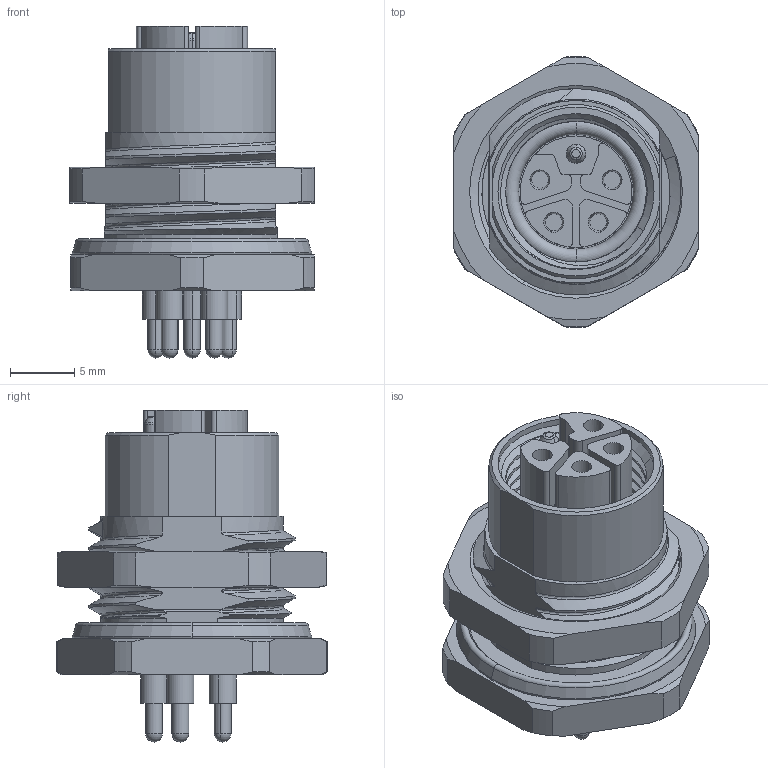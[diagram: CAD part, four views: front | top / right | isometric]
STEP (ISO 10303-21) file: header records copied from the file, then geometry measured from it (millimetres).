
FILE_DESCRIPTION((''),'2;1');
FILE_NAME('1415338_ASM','2018-04-30T',('ascheerer'),(''),'PRO/ENGINEER BY PARAMETRIC TECHNOLOGY CORPORATION, 2014200','PRO/ENGINEER BY PARAMETRIC TECHNOLOGY CORPORATION, 2014200','');
FILE_SCHEMA(('AUTOMOTIVE_DESIGN { 1 0 10303 214 1 1 1 1 }'));
Length unit declared in the file: millimetre
Products named in the file (3): 1415338; 415371_GEW; 1415338_ASM
Assembly tree (2 placements, depth 2):
  1415338_ASM
    1415338
    415371_GEW
Bounding box: 19 x 20.99 x 25.75 mm (x, y, z)
Volume: 3500.4 mm3; surface area: 3450.6 mm2
Topology: 2 solids, 2 shells, 313 faces, 848 edges, 551 vertices
Faces by surface type: cylinder 88, plane 78, bspline 63, cone 51, torus 23, sphere 10
Entity records: 17842 total; most frequent: CARTESIAN_POINT 10032, ORIENTED_EDGE 1676, DIRECTION 1324, EDGE_CURVE 838, VERTEX_POINT 551, AXIS2_PLACEMENT_3D 538, EDGE_LOOP 337, FACE_OUTER_BOUND 313
